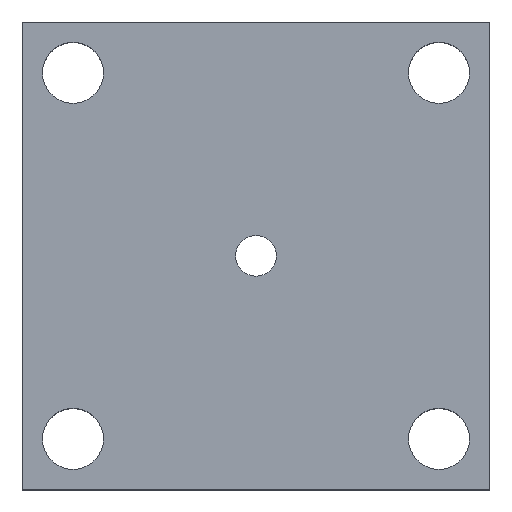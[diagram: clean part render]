
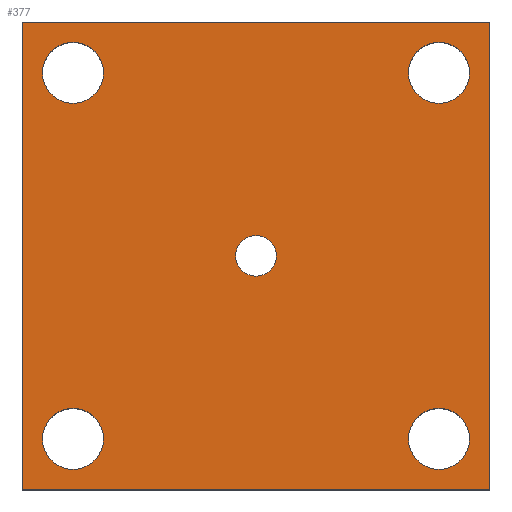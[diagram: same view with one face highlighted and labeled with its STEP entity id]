
A CAD part, top view. The second image highlights one B-rep face of the part: STEP entity #377.
In plain terms, the highlighted planar face has unit normal (0, 0, 1).
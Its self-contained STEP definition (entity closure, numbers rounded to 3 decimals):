
#63=CARTESIAN_POINT('Vertex',(0.,0.,40.)) ;
#77=CARTESIAN_POINT('Vertex',(115.,0.,40.)) ;
#80=CARTESIAN_POINT('Line Origine',(57.5,0.,40.)) ;
#108=CARTESIAN_POINT('Vertex',(115.,115.,40.)) ;
#111=CARTESIAN_POINT('Line Origine',(115.,57.5,40.)) ;
#139=CARTESIAN_POINT('Vertex',(0.,115.,40.)) ;
#142=CARTESIAN_POINT('Line Origine',(57.5,115.,40.)) ;
#164=CARTESIAN_POINT('Line Origine',(0.,57.5,40.)) ;
#276=CARTESIAN_POINT('Axis2P3D Location',(0.,0.,40.)) ;
#287=CARTESIAN_POINT('Axis2P3D Location',(57.5,57.5,40.)) ;
#291=CARTESIAN_POINT('Vertex',(52.5,57.5,40.)) ;
#293=CARTESIAN_POINT('Vertex',(62.5,57.5,40.)) ;
#296=CARTESIAN_POINT('Axis2P3D Location',(57.5,57.5,40.)) ;
#305=CARTESIAN_POINT('Axis2P3D Location',(102.5,12.5,40.)) ;
#309=CARTESIAN_POINT('Vertex',(95.,12.5,40.)) ;
#311=CARTESIAN_POINT('Vertex',(110.,12.5,40.)) ;
#314=CARTESIAN_POINT('Axis2P3D Location',(102.5,12.5,40.)) ;
#323=CARTESIAN_POINT('Axis2P3D Location',(12.5,12.5,40.)) ;
#327=CARTESIAN_POINT('Vertex',(5.,12.5,40.)) ;
#329=CARTESIAN_POINT('Vertex',(20.,12.5,40.)) ;
#332=CARTESIAN_POINT('Axis2P3D Location',(12.5,12.5,40.)) ;
#341=CARTESIAN_POINT('Axis2P3D Location',(12.5,102.5,40.)) ;
#345=CARTESIAN_POINT('Vertex',(5.,102.5,40.)) ;
#347=CARTESIAN_POINT('Vertex',(20.,102.5,40.)) ;
#350=CARTESIAN_POINT('Axis2P3D Location',(12.5,102.5,40.)) ;
#359=CARTESIAN_POINT('Axis2P3D Location',(102.5,102.5,40.)) ;
#363=CARTESIAN_POINT('Vertex',(95.,102.5,40.)) ;
#365=CARTESIAN_POINT('Vertex',(110.,102.5,40.)) ;
#368=CARTESIAN_POINT('Axis2P3D Location',(102.5,102.5,40.)) ;
#81=DIRECTION('Vector Direction',(1.,0.,0.)) ;
#112=DIRECTION('Vector Direction',(0.,1.,0.)) ;
#143=DIRECTION('Vector Direction',(-1.,0.,0.)) ;
#165=DIRECTION('Vector Direction',(0.,-1.,0.)) ;
#277=DIRECTION('Axis2P3D Direction',(0.,0.,1.)) ;
#278=DIRECTION('Axis2P3D XDirection',(1.,0.,0.)) ;
#288=DIRECTION('Axis2P3D Direction',(0.,0.,1.)) ;
#297=DIRECTION('Axis2P3D Direction',(0.,0.,1.)) ;
#306=DIRECTION('Axis2P3D Direction',(0.,0.,1.)) ;
#315=DIRECTION('Axis2P3D Direction',(0.,0.,1.)) ;
#324=DIRECTION('Axis2P3D Direction',(0.,0.,1.)) ;
#333=DIRECTION('Axis2P3D Direction',(0.,0.,1.)) ;
#342=DIRECTION('Axis2P3D Direction',(0.,0.,1.)) ;
#351=DIRECTION('Axis2P3D Direction',(0.,0.,1.)) ;
#360=DIRECTION('Axis2P3D Direction',(0.,0.,1.)) ;
#369=DIRECTION('Axis2P3D Direction',(0.,0.,1.)) ;
#279=AXIS2_PLACEMENT_3D('Plane Axis2P3D',#276,#277,#278) ;
#289=AXIS2_PLACEMENT_3D('Circle Axis2P3D',#287,#288,$) ;
#298=AXIS2_PLACEMENT_3D('Circle Axis2P3D',#296,#297,$) ;
#307=AXIS2_PLACEMENT_3D('Circle Axis2P3D',#305,#306,$) ;
#316=AXIS2_PLACEMENT_3D('Circle Axis2P3D',#314,#315,$) ;
#325=AXIS2_PLACEMENT_3D('Circle Axis2P3D',#323,#324,$) ;
#334=AXIS2_PLACEMENT_3D('Circle Axis2P3D',#332,#333,$) ;
#343=AXIS2_PLACEMENT_3D('Circle Axis2P3D',#341,#342,$) ;
#352=AXIS2_PLACEMENT_3D('Circle Axis2P3D',#350,#351,$) ;
#361=AXIS2_PLACEMENT_3D('Circle Axis2P3D',#359,#360,$) ;
#370=AXIS2_PLACEMENT_3D('Circle Axis2P3D',#368,#369,$) ;
#282=ORIENTED_EDGE('',*,*,#84,.T.) ;
#283=ORIENTED_EDGE('',*,*,#115,.T.) ;
#284=ORIENTED_EDGE('',*,*,#146,.T.) ;
#285=ORIENTED_EDGE('',*,*,#168,.T.) ;
#302=ORIENTED_EDGE('',*,*,#295,.F.) ;
#303=ORIENTED_EDGE('',*,*,#300,.F.) ;
#320=ORIENTED_EDGE('',*,*,#313,.F.) ;
#321=ORIENTED_EDGE('',*,*,#318,.F.) ;
#338=ORIENTED_EDGE('',*,*,#331,.F.) ;
#339=ORIENTED_EDGE('',*,*,#336,.F.) ;
#356=ORIENTED_EDGE('',*,*,#349,.F.) ;
#357=ORIENTED_EDGE('',*,*,#354,.F.) ;
#374=ORIENTED_EDGE('',*,*,#367,.F.) ;
#375=ORIENTED_EDGE('',*,*,#372,.F.) ;
#304=FACE_BOUND('',#301,.T.) ;
#322=FACE_BOUND('',#319,.T.) ;
#340=FACE_BOUND('',#337,.T.) ;
#358=FACE_BOUND('',#355,.T.) ;
#376=FACE_BOUND('',#373,.T.) ;
#82=VECTOR('Line Direction',#81,1.) ;
#113=VECTOR('Line Direction',#112,1.) ;
#144=VECTOR('Line Direction',#143,1.) ;
#166=VECTOR('Line Direction',#165,1.) ;
#377=ADVANCED_FACE('Corps principal',(#286,#304,#322,#340,#358,#376),#280,.T.) ;
#290=CIRCLE('generated circle',#289,5.) ;
#299=CIRCLE('generated circle',#298,5.) ;
#308=CIRCLE('generated circle',#307,7.5) ;
#317=CIRCLE('generated circle',#316,7.5) ;
#326=CIRCLE('generated circle',#325,7.5) ;
#335=CIRCLE('generated circle',#334,7.5) ;
#344=CIRCLE('generated circle',#343,7.5) ;
#353=CIRCLE('generated circle',#352,7.5) ;
#362=CIRCLE('generated circle',#361,7.5) ;
#371=CIRCLE('generated circle',#370,7.5) ;
#84=EDGE_CURVE('',#64,#78,#83,.T.) ;
#115=EDGE_CURVE('',#78,#109,#114,.T.) ;
#146=EDGE_CURVE('',#109,#140,#145,.T.) ;
#168=EDGE_CURVE('',#140,#64,#167,.T.) ;
#295=EDGE_CURVE('',#292,#294,#290,.T.) ;
#300=EDGE_CURVE('',#294,#292,#299,.T.) ;
#313=EDGE_CURVE('',#310,#312,#308,.T.) ;
#318=EDGE_CURVE('',#312,#310,#317,.T.) ;
#331=EDGE_CURVE('',#328,#330,#326,.T.) ;
#336=EDGE_CURVE('',#330,#328,#335,.T.) ;
#349=EDGE_CURVE('',#346,#348,#344,.T.) ;
#354=EDGE_CURVE('',#348,#346,#353,.T.) ;
#367=EDGE_CURVE('',#364,#366,#362,.T.) ;
#372=EDGE_CURVE('',#366,#364,#371,.T.) ;
#281=EDGE_LOOP('',(#282,#283,#284,#285)) ;
#301=EDGE_LOOP('',(#302,#303)) ;
#319=EDGE_LOOP('',(#320,#321)) ;
#337=EDGE_LOOP('',(#338,#339)) ;
#355=EDGE_LOOP('',(#356,#357)) ;
#373=EDGE_LOOP('',(#374,#375)) ;
#286=FACE_OUTER_BOUND('',#281,.T.) ;
#83=LINE('Line',#80,#82) ;
#114=LINE('Line',#111,#113) ;
#145=LINE('Line',#142,#144) ;
#167=LINE('Line',#164,#166) ;
#280=PLANE('Plane',#279) ;
#64=VERTEX_POINT('',#63) ;
#78=VERTEX_POINT('',#77) ;
#109=VERTEX_POINT('',#108) ;
#140=VERTEX_POINT('',#139) ;
#292=VERTEX_POINT('',#291) ;
#294=VERTEX_POINT('',#293) ;
#310=VERTEX_POINT('',#309) ;
#312=VERTEX_POINT('',#311) ;
#328=VERTEX_POINT('',#327) ;
#330=VERTEX_POINT('',#329) ;
#346=VERTEX_POINT('',#345) ;
#348=VERTEX_POINT('',#347) ;
#364=VERTEX_POINT('',#363) ;
#366=VERTEX_POINT('',#365) ;
